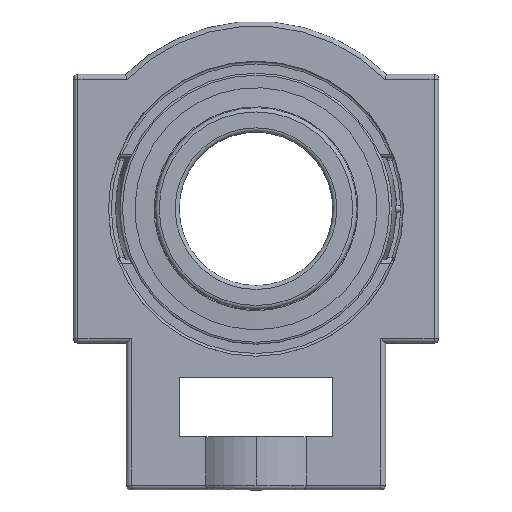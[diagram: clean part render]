
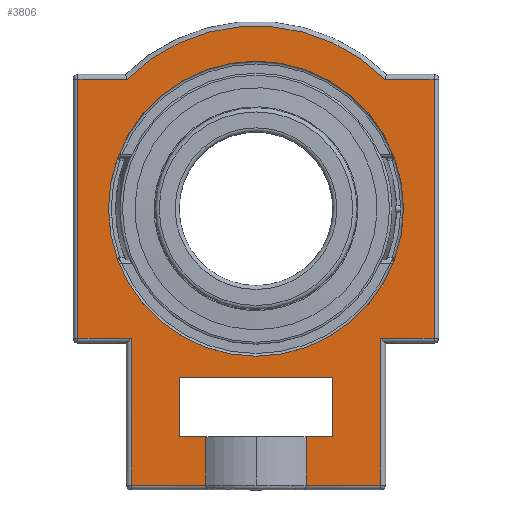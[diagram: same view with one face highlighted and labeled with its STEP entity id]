
A CAD part, top view. The second image highlights one B-rep face of the part: STEP entity #3806.
In plain terms, the highlighted planar face has unit normal (0, 0, 1).
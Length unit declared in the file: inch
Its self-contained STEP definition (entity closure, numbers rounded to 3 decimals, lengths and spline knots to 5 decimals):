
#2108=CARTESIAN_POINT('',(-0.,-1.85977,0.72835));
#2109=VERTEX_POINT('',#2108);
#2116=CARTESIAN_POINT('',(0.,0.,0.72835));
#2117=DIRECTION('',(0.,0.,-1.));
#2118=DIRECTION('',(0.,1.,0.));
#2119=AXIS2_PLACEMENT_3D('',#2116,#2117,#2118);
#2120=CIRCLE('',#2119,1.85977);
#2121=EDGE_CURVE('',#2109,#2109,#2120,.T.);
#2205=CARTESIAN_POINT('',(-2.24409,1.63386,0.72835));
#2206=VERTEX_POINT('',#2205);
#2231=CARTESIAN_POINT('',(2.24409,1.63386,0.72835));
#2232=VERTEX_POINT('',#2231);
#2275=CARTESIAN_POINT('',(-2.24409,-1.63386,0.72835));
#2276=VERTEX_POINT('',#2275);
#2301=CARTESIAN_POINT('',(2.24409,-1.63386,0.72835));
#2302=VERTEX_POINT('',#2301);
#2343=CARTESIAN_POINT('',(1.5748,-1.63386,0.72835));
#2344=VERTEX_POINT('',#2343);
#2345=CARTESIAN_POINT('',(1.17471,-1.63386,0.72835));
#2346=DIRECTION('',(-1.,0.,0.));
#2347=VECTOR('',#2346,0.2635);
#2348=LINE('',#2345,#2347);
#2349=EDGE_CURVE('',#2302,#2344,#2348,.T.);
#2366=CARTESIAN_POINT('',(-1.5748,-3.48425,0.72835));
#2367=VERTEX_POINT('',#2366);
#2401=CARTESIAN_POINT('',(1.5748,-3.48425,0.72835));
#2402=VERTEX_POINT('',#2401);
#3171=CARTESIAN_POINT('',(0.63238,-3.48425,0.72835));
#3172=VERTEX_POINT('',#3171);
#3173=CARTESIAN_POINT('',(0.06681,-3.48425,0.72835));
#3174=DIRECTION('',(-1.,0.,0.));
#3175=VECTOR('',#3174,0.37103);
#3176=LINE('',#3173,#3175);
#3177=EDGE_CURVE('',#2402,#3172,#3176,.T.);
#3204=CARTESIAN_POINT('',(1.5748,-1.69325,0.72835));
#3205=DIRECTION('',(0.,-1.,0.));
#3206=VECTOR('',#3205,0.7285);
#3207=LINE('',#3204,#3206);
#3208=EDGE_CURVE('',#2344,#2402,#3207,.T.);
#3259=CARTESIAN_POINT('',(-1.5748,-1.63386,0.72835));
#3260=VERTEX_POINT('',#3259);
#3261=CARTESIAN_POINT('',(-1.5748,-2.42175,0.72835));
#3262=DIRECTION('',(0.,1.,0.));
#3263=VECTOR('',#3262,0.7285);
#3264=LINE('',#3261,#3263);
#3265=EDGE_CURVE('',#2367,#3260,#3264,.T.);
#3282=CARTESIAN_POINT('',(-0.63238,-3.48425,0.72835));
#3283=VERTEX_POINT('',#3282);
#3284=CARTESIAN_POINT('',(-0.80216,-3.48425,0.72835));
#3285=DIRECTION('',(-1.,0.,0.));
#3286=VECTOR('',#3285,0.37103);
#3287=LINE('',#3284,#3286);
#3288=EDGE_CURVE('',#3283,#2367,#3287,.T.);
#3357=CARTESIAN_POINT('',(-1.5223,-1.63386,0.72835));
#3358=DIRECTION('',(-1.,0.,0.));
#3359=VECTOR('',#3358,0.2635);
#3360=LINE('',#3357,#3359);
#3361=EDGE_CURVE('',#3260,#2276,#3360,.T.);
#3419=CARTESIAN_POINT('',(2.24409,0.38693,0.72835));
#3420=DIRECTION('',(0.,-1.,0.));
#3421=VECTOR('',#3420,1.2865);
#3422=LINE('',#3419,#3421);
#3423=EDGE_CURVE('',#2232,#2302,#3422,.T.);
#3473=CARTESIAN_POINT('',(-2.24409,-0.89957,0.72835));
#3474=DIRECTION('',(0.,1.,0.));
#3475=VECTOR('',#3474,1.2865);
#3476=LINE('',#3473,#3475);
#3477=EDGE_CURVE('',#2276,#2206,#3476,.T.);
#3519=CARTESIAN_POINT('',(1.62327,1.63386,0.72835));
#3520=VERTEX_POINT('',#3519);
#3521=CARTESIAN_POINT('',(0.93235,1.63386,0.72835));
#3522=DIRECTION('',(1.,0.,-0.));
#3523=VECTOR('',#3522,0.24442);
#3524=LINE('',#3521,#3523);
#3525=EDGE_CURVE('',#3520,#2232,#3524,.T.);
#3602=CARTESIAN_POINT('',(-1.62327,1.63386,0.72835));
#3603=VERTEX_POINT('',#3602);
#3604=CARTESIAN_POINT('',(-1.78785,1.63386,0.72835));
#3605=DIRECTION('',(1.,0.,-0.));
#3606=VECTOR('',#3605,0.24442);
#3607=LINE('',#3604,#3606);
#3608=EDGE_CURVE('',#2206,#3603,#3607,.T.);
#3643=CARTESIAN_POINT('',(0.,0.,0.72835));
#3644=DIRECTION('',(0.,0.,-1.));
#3645=DIRECTION('',(0.,1.,0.));
#3646=AXIS2_PLACEMENT_3D('',#3643,#3644,#3645);
#3647=CIRCLE('',#3646,2.30315);
#3648=EDGE_CURVE('',#3603,#3520,#3647,.T.);
#3731=CARTESIAN_POINT('',(-1.0079,-0.84553,0.72835));
#3732=DIRECTION('',(0.,0.,1.));
#3733=DIRECTION('',(1.,0.,0.));
#3734=AXIS2_PLACEMENT_3D('',#3731,#3732,#3733);
#3735=PLANE('',#3734);
#3736=ORIENTED_EDGE('',*,*,#3177,.F.);
#3737=ORIENTED_EDGE('',*,*,#3208,.F.);
#3738=ORIENTED_EDGE('',*,*,#2349,.F.);
#3739=ORIENTED_EDGE('',*,*,#3423,.F.);
#3740=ORIENTED_EDGE('',*,*,#3525,.F.);
#3741=ORIENTED_EDGE('',*,*,#3648,.F.);
#3742=ORIENTED_EDGE('',*,*,#3608,.F.);
#3743=ORIENTED_EDGE('',*,*,#3477,.F.);
#3744=ORIENTED_EDGE('',*,*,#3361,.F.);
#3745=ORIENTED_EDGE('',*,*,#3265,.F.);
#3746=ORIENTED_EDGE('',*,*,#3288,.F.);
#3747=CARTESIAN_POINT('',(-0.63238,-2.87402,0.72835));
#3748=VERTEX_POINT('',#3747);
#3749=CARTESIAN_POINT('',(-0.63238,-3.31716,0.72835));
#3750=DIRECTION('',(0.,1.,0.));
#3751=VECTOR('',#3750,0.24025);
#3752=LINE('',#3749,#3751);
#3753=EDGE_CURVE('',#3283,#3748,#3752,.T.);
#3754=ORIENTED_EDGE('',*,*,#3753,.T.);
#3755=CARTESIAN_POINT('',(-0.96457,-2.87402,0.72835));
#3756=VERTEX_POINT('',#3755);
#3757=CARTESIAN_POINT('',(-0.96457,-2.87402,0.72835));
#3758=DIRECTION('',(1.,0.,-0.));
#3759=VECTOR('',#3758,0.13078);
#3760=LINE('',#3757,#3759);
#3761=EDGE_CURVE('',#3756,#3748,#3760,.T.);
#3762=ORIENTED_EDGE('',*,*,#3761,.F.);
#3763=CARTESIAN_POINT('',(-0.96457,-2.12598,0.72835));
#3764=VERTEX_POINT('',#3763);
#3765=CARTESIAN_POINT('',(-0.96457,-2.12598,0.72835));
#3766=DIRECTION('',(0.,-1.,0.));
#3767=VECTOR('',#3766,0.2945);
#3768=LINE('',#3765,#3767);
#3769=EDGE_CURVE('',#3764,#3756,#3768,.T.);
#3770=ORIENTED_EDGE('',*,*,#3769,.F.);
#3771=CARTESIAN_POINT('',(0.96457,-2.12598,0.72835));
#3772=VERTEX_POINT('',#3771);
#3773=CARTESIAN_POINT('',(0.37975,-2.12598,0.72835));
#3774=DIRECTION('',(-1.,0.,0.));
#3775=VECTOR('',#3774,0.7595);
#3776=LINE('',#3773,#3775);
#3777=EDGE_CURVE('',#3772,#3764,#3776,.T.);
#3778=ORIENTED_EDGE('',*,*,#3777,.F.);
#3779=CARTESIAN_POINT('',(0.96457,-2.87402,0.72835));
#3780=VERTEX_POINT('',#3779);
#3781=CARTESIAN_POINT('',(0.96457,-2.42048,0.72835));
#3782=DIRECTION('',(0.,1.,0.));
#3783=VECTOR('',#3782,0.2945);
#3784=LINE('',#3781,#3783);
#3785=EDGE_CURVE('',#3780,#3772,#3784,.T.);
#3786=ORIENTED_EDGE('',*,*,#3785,.F.);
#3787=CARTESIAN_POINT('',(0.63238,-2.87402,0.72835));
#3788=VERTEX_POINT('',#3787);
#3789=CARTESIAN_POINT('',(-0.33585,-2.87402,0.72835));
#3790=DIRECTION('',(1.,0.,-0.));
#3791=VECTOR('',#3790,0.13078);
#3792=LINE('',#3789,#3791);
#3793=EDGE_CURVE('',#3788,#3780,#3792,.T.);
#3794=ORIENTED_EDGE('',*,*,#3793,.F.);
#3795=CARTESIAN_POINT('',(0.63238,-3.07691,0.72835));
#3796=DIRECTION('',(0.,-1.,0.));
#3797=VECTOR('',#3796,0.24025);
#3798=LINE('',#3795,#3797);
#3799=EDGE_CURVE('',#3788,#3172,#3798,.T.);
#3800=ORIENTED_EDGE('',*,*,#3799,.T.);
#3801=EDGE_LOOP('',(#3736,#3737,#3738,#3739,#3740,#3741,#3742,#3743,#3744,#3745,#3746,#3754,#3762,#3770,#3778,#3786,#3794,#3800));
#3802=FACE_BOUND('',#3801,.T.);
#3803=ORIENTED_EDGE('',*,*,#2121,.T.);
#3804=EDGE_LOOP('',(#3803));
#3805=FACE_BOUND('',#3804,.T.);
#3806=ADVANCED_FACE('',(#3802,#3805),#3735,.T.);
